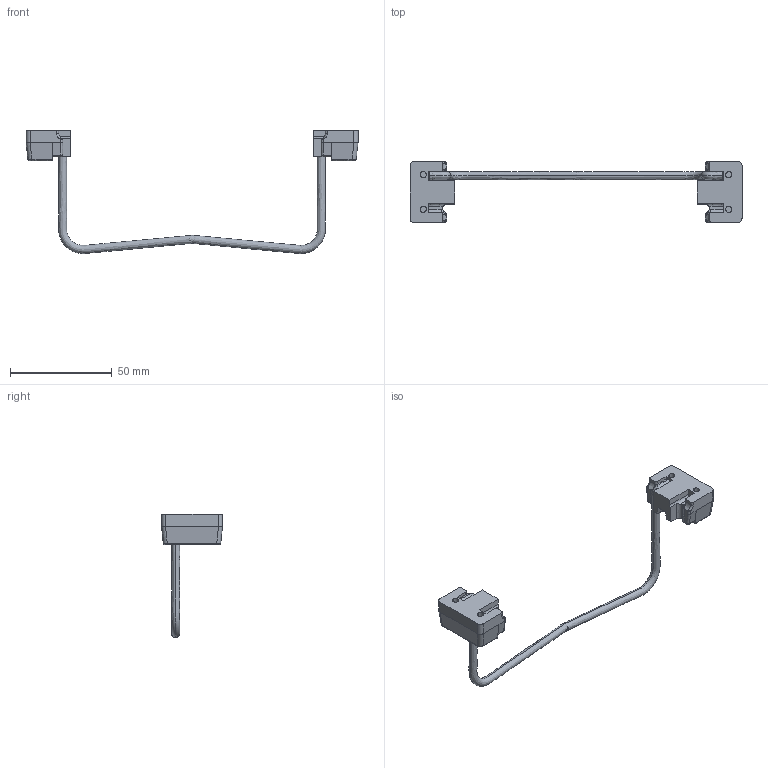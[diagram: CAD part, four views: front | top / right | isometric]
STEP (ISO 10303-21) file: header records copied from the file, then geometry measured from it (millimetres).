
FILE_DESCRIPTION((''),'2;1');
FILE_NAME('','2007-04-03T11:43:48',(''),(''),'','CADfix','');
FILE_SCHEMA(('AUTOMOTIVE_DESIGN { 1 0 10303 214 1 1 1 1 }'));
Length unit declared in the file: millimetre
Bounding box: 163 x 30 x 60.49 mm (x, y, z)
Volume: 17432.2 mm3; surface area: 11349 mm2
Topology: 5 solids, 5 shells, 214 faces, 574 edges, 368 vertices
Faces by surface type: bspline 214
Entity records: 9954 total; most frequent: CARTESIAN_POINT 6678, ORIENTED_EDGE 1132, EDGE_CURVE 566, VERTEX_POINT 368, QUASI_UNIFORM_CURVE 280, EDGE_LOOP 228, FACE_OUTER_BOUND 214, ADVANCED_FACE 214
